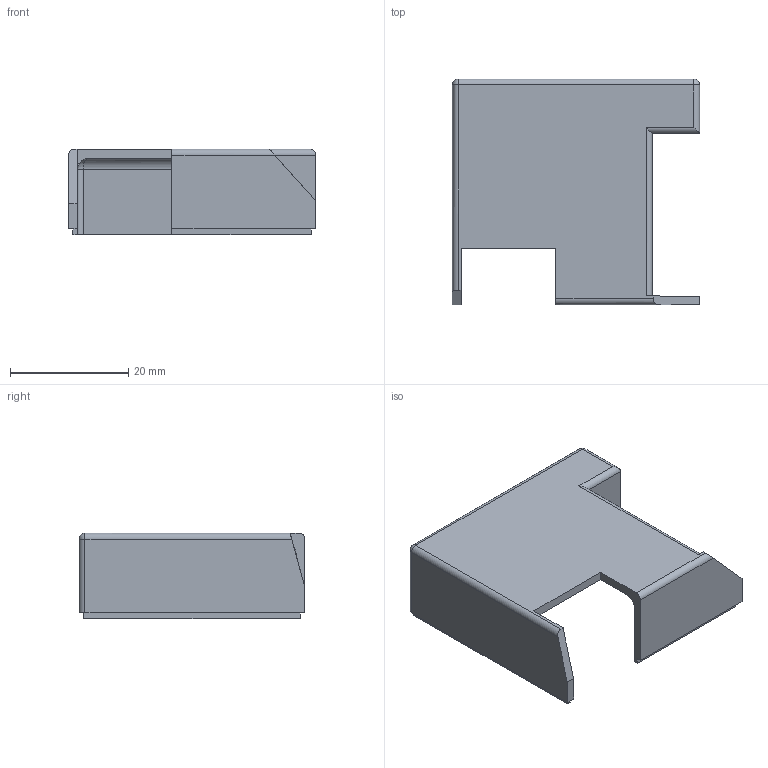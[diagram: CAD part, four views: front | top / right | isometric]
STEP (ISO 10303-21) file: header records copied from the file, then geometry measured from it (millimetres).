
FILE_DESCRIPTION(/* description */ (''),/* implementation_level */ '2;1');
FILE_NAME(/* name */ 'ESPCAN-2GANG-TOP.stp',/* time_stamp */ '2026-01-18T13:59:33+01:00',/* author */ ('caleb'),/* organization */ (''),/* preprocessor_version */ 'ST-DEVELOPER v19.2',/* originating_system */ 'Autodesk Inventor 2024',/* authorisation */ '');
FILE_SCHEMA (('AUTOMOTIVE_DESIGN { 1 0 10303 214 3 1 1 }'));
Length unit declared in the file: millimetre
Products named in the file (2): espcan-2gang; Body
Assembly tree (1 placements, depth 2):
  espcan-2gang
    Body
Bounding box: 41.8 x 38.2 x 14.5 mm (x, y, z)
Volume: 4294.8 mm3; surface area: 5879.4 mm2
Topology: 1 solids, 1 shells, 62 faces, 164 edges, 102 vertices
Faces by surface type: plane 38, cylinder 20, bspline 2, sphere 2
Entity records: 2008 total; most frequent: CARTESIAN_POINT 388, DIRECTION 325, ORIENTED_EDGE 324, EDGE_CURVE 162, LINE 127, VECTOR 127, VERTEX_POINT 102, AXIS2_PLACEMENT_3D 99
